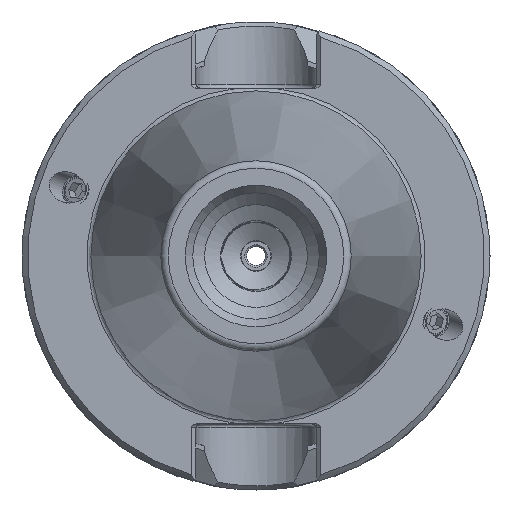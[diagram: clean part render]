
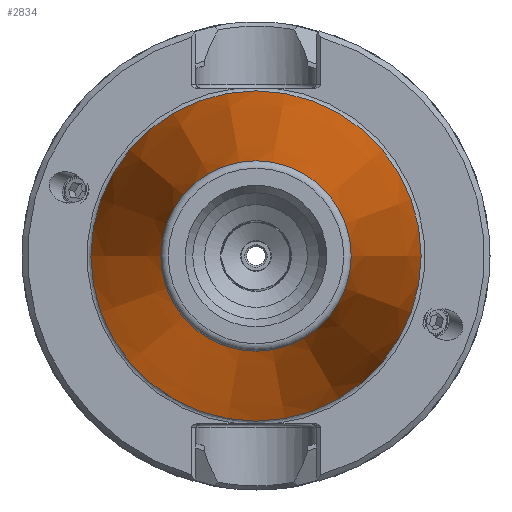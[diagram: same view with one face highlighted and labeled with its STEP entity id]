
A CAD part, left-side view. The second image highlights one B-rep face of the part: STEP entity #2834.
In plain terms, the highlighted conical face has half-angle 8.297 degrees and reference radius 17.456 mm.
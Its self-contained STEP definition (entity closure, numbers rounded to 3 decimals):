
#2791=CARTESIAN_POINT('',(-64.536,12.814,0.));
#2792=VERTEX_POINT('',#2791);
#2793=CARTESIAN_POINT('',(-64.536,0.,0.));
#2794=DIRECTION('',(-1.0,0.0,0.0));
#2795=DIRECTION('',(0.0,-1.0,0.0));
#2796=AXIS2_PLACEMENT_3D('',#2793,#2794,#2795);
#2797=CIRCLE('',#2796,12.814);
#2798=EDGE_CURVE('',#2792,#2792,#2797,.T.);
#2815=CARTESIAN_POINT('',(-32.703,0.0,0.0));
#2816=DIRECTION('',(1.0,0.0,0.0));
#2817=DIRECTION('',(0.,1.0,0.0));
#2818=AXIS2_PLACEMENT_3D('',#2815,#2816,#2817);
#2819=CONICAL_SURFACE('',#2818,17.456,8.297);
#2820=CARTESIAN_POINT('',(0.0,22.225,0.0));
#2821=VERTEX_POINT('',#2820);
#2822=CARTESIAN_POINT('',(0.0,0.0,0.0));
#2823=DIRECTION('',(1.0,0.,0.0));
#2824=DIRECTION('',(0.,1.0,0.0));
#2825=AXIS2_PLACEMENT_3D('',#2822,#2823,#2824);
#2826=CIRCLE('',#2825,22.225);
#2827=EDGE_CURVE('',#2821,#2821,#2826,.T.);
#2828=ORIENTED_EDGE('',*,*,#2827,.F.);
#2829=EDGE_LOOP('',(#2828));
#2830=FACE_OUTER_BOUND('',#2829,.T.);
#2831=ORIENTED_EDGE('',*,*,#2798,.F.);
#2832=EDGE_LOOP('',(#2831));
#2833=FACE_BOUND('',#2832,.T.);
#2834=ADVANCED_FACE('',(#2830,#2833),#2819,.T.);
